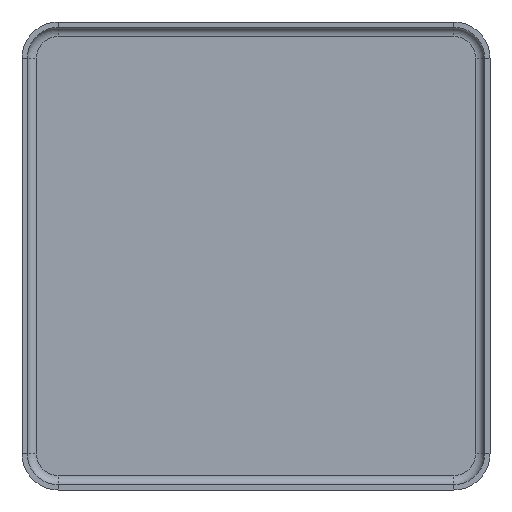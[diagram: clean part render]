
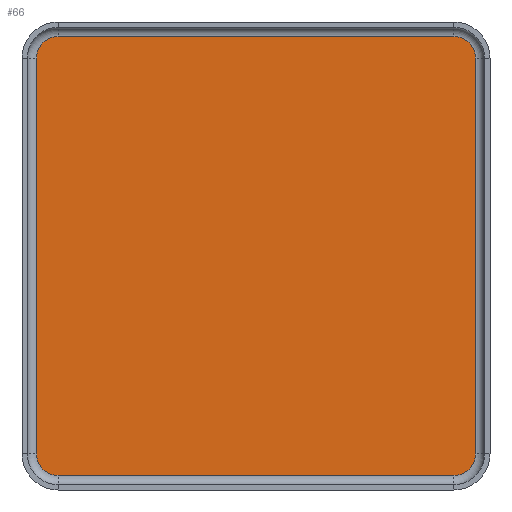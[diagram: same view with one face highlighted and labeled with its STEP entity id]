
A CAD part, front view. The second image highlights one B-rep face of the part: STEP entity #66.
In plain terms, the highlighted planar face has unit normal (0, -1, 0).
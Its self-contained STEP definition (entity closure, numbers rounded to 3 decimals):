
#30 = EDGE_CURVE ( 'NONE', #395, #604, #953, .T. ) ;
#66 = ADVANCED_FACE ( 'NONE', ( #647 ), #1114, .T. ) ;
#90 = VERTEX_POINT ( 'NONE', #1127 ) ;
#102 = DIRECTION ( 'NONE',  ( 0., 0., 1. ) ) ;
#115 = DIRECTION ( 'NONE',  ( 0., -1., 0. ) ) ;
#120 = CIRCLE ( 'NONE', #429, 1.2 ) ;
#127 = CARTESIAN_POINT ( 'NONE',  ( 10.95, -0.3, 10.95 ) ) ;
#141 = VERTEX_POINT ( 'NONE', #1130 ) ;
#143 = ORIENTED_EDGE ( 'NONE', *, *, #916, .F. ) ;
#165 = CIRCLE ( 'NONE', #545, 1.2 ) ;
#181 = VERTEX_POINT ( 'NONE', #1137 ) ;
#191 = ORIENTED_EDGE ( 'NONE', *, *, #678, .F. ) ;
#193 = CARTESIAN_POINT ( 'NONE',  ( 10.95, -0.3, -12.15 ) ) ;
#196 = LINE ( 'NONE', #809, #897 ) ;
#241 = EDGE_LOOP ( 'NONE', ( #259, #1138, #494, #380, #191, #497, #143, #290 ) ) ;
#249 = DIRECTION ( 'NONE',  ( 0., 0., 1. ) ) ;
#259 = ORIENTED_EDGE ( 'NONE', *, *, #978, .F. ) ;
#263 = CARTESIAN_POINT ( 'NONE',  ( 12.15, -0.3, 10.95 ) ) ;
#290 = ORIENTED_EDGE ( 'NONE', *, *, #30, .F. ) ;
#299 = AXIS2_PLACEMENT_3D ( 'NONE', #958, #781, #1044 ) ;
#328 = LINE ( 'NONE', #193, #419 ) ;
#337 = CARTESIAN_POINT ( 'NONE',  ( -12.15, -0.3, 10.95 ) ) ;
#348 = DIRECTION ( 'NONE',  ( 0., 1., 0. ) ) ;
#380 = ORIENTED_EDGE ( 'NONE', *, *, #1027, .F. ) ;
#395 = VERTEX_POINT ( 'NONE', #263 ) ;
#408 = VERTEX_POINT ( 'NONE', #975 ) ;
#419 = VECTOR ( 'NONE', #819, 1000. ) ;
#424 = VECTOR ( 'NONE', #593, 1000. ) ;
#429 = AXIS2_PLACEMENT_3D ( 'NONE', #1077, #892, #249 ) ;
#448 = CIRCLE ( 'NONE', #1147, 1.2 ) ;
#459 = CARTESIAN_POINT ( 'NONE',  ( -10.95, -0.3, 10.95 ) ) ;
#462 = CIRCLE ( 'NONE', #299, 1.2 ) ;
#475 = CARTESIAN_POINT ( 'NONE',  ( -10.95, -0.3, -10.95 ) ) ;
#494 = ORIENTED_EDGE ( 'NONE', *, *, #1021, .F. ) ;
#497 = ORIENTED_EDGE ( 'NONE', *, *, #1174, .F. ) ;
#545 = AXIS2_PLACEMENT_3D ( 'NONE', #475, #936, #102 ) ;
#593 = DIRECTION ( 'NONE',  ( 0., 0., -1. ) ) ;
#604 = VERTEX_POINT ( 'NONE', #820 ) ;
#628 = DIRECTION ( 'NONE',  ( 0., 0., 1. ) ) ;
#644 = CARTESIAN_POINT ( 'NONE',  ( -10.95, -0.3, 12.15 ) ) ;
#647 = FACE_OUTER_BOUND ( 'NONE', #241, .T. ) ;
#678 = EDGE_CURVE ( 'NONE', #181, #90, #165, .T. ) ;
#695 = VECTOR ( 'NONE', #1126, 1000. ) ;
#766 = DIRECTION ( 'NONE',  ( 0., 0., -1. ) ) ;
#781 = DIRECTION ( 'NONE',  ( 0., 1., 0. ) ) ;
#803 = EDGE_CURVE ( 'NONE', #1078, #408, #839, .T. ) ;
#809 = CARTESIAN_POINT ( 'NONE',  ( -12.15, -0.3, -10.95 ) ) ;
#819 = DIRECTION ( 'NONE',  ( -1., 0., 0. ) ) ;
#820 = CARTESIAN_POINT ( 'NONE',  ( 12.15, -0.3, -10.95 ) ) ;
#839 = LINE ( 'NONE', #1031, #695 ) ;
#889 = VERTEX_POINT ( 'NONE', #337 ) ;
#892 = DIRECTION ( 'NONE',  ( 0., 1., 0. ) ) ;
#897 = VECTOR ( 'NONE', #906, 1000. ) ;
#906 = DIRECTION ( 'NONE',  ( 0., 0., 1. ) ) ;
#916 = EDGE_CURVE ( 'NONE', #604, #141, #462, .T. ) ;
#936 = DIRECTION ( 'NONE',  ( 0., 1., 0. ) ) ;
#952 = CARTESIAN_POINT ( 'NONE',  ( 12.15, -0.3, 10.95 ) ) ;
#953 = LINE ( 'NONE', #952, #424 ) ;
#958 = CARTESIAN_POINT ( 'NONE',  ( 10.95, -0.3, -10.95 ) ) ;
#975 = CARTESIAN_POINT ( 'NONE',  ( 10.95, -0.3, 12.15 ) ) ;
#978 = EDGE_CURVE ( 'NONE', #408, #395, #120, .T. ) ;
#1021 = EDGE_CURVE ( 'NONE', #889, #1078, #448, .T. ) ;
#1027 = EDGE_CURVE ( 'NONE', #90, #889, #196, .T. ) ;
#1031 = CARTESIAN_POINT ( 'NONE',  ( -10.95, -0.3, 12.15 ) ) ;
#1044 = DIRECTION ( 'NONE',  ( 0., 0., 1. ) ) ;
#1050 = AXIS2_PLACEMENT_3D ( 'NONE', #127, #115, #766 ) ;
#1077 = CARTESIAN_POINT ( 'NONE',  ( 10.95, -0.3, 10.95 ) ) ;
#1078 = VERTEX_POINT ( 'NONE', #644 ) ;
#1114 = PLANE ( 'NONE',  #1050 ) ;
#1126 = DIRECTION ( 'NONE',  ( 1., 0., 0. ) ) ;
#1127 = CARTESIAN_POINT ( 'NONE',  ( -12.15, -0.3, -10.95 ) ) ;
#1130 = CARTESIAN_POINT ( 'NONE',  ( 10.95, -0.3, -12.15 ) ) ;
#1137 = CARTESIAN_POINT ( 'NONE',  ( -10.95, -0.3, -12.15 ) ) ;
#1138 = ORIENTED_EDGE ( 'NONE', *, *, #803, .F. ) ;
#1147 = AXIS2_PLACEMENT_3D ( 'NONE', #459, #348, #628 ) ;
#1174 = EDGE_CURVE ( 'NONE', #141, #181, #328, .T. ) ;
